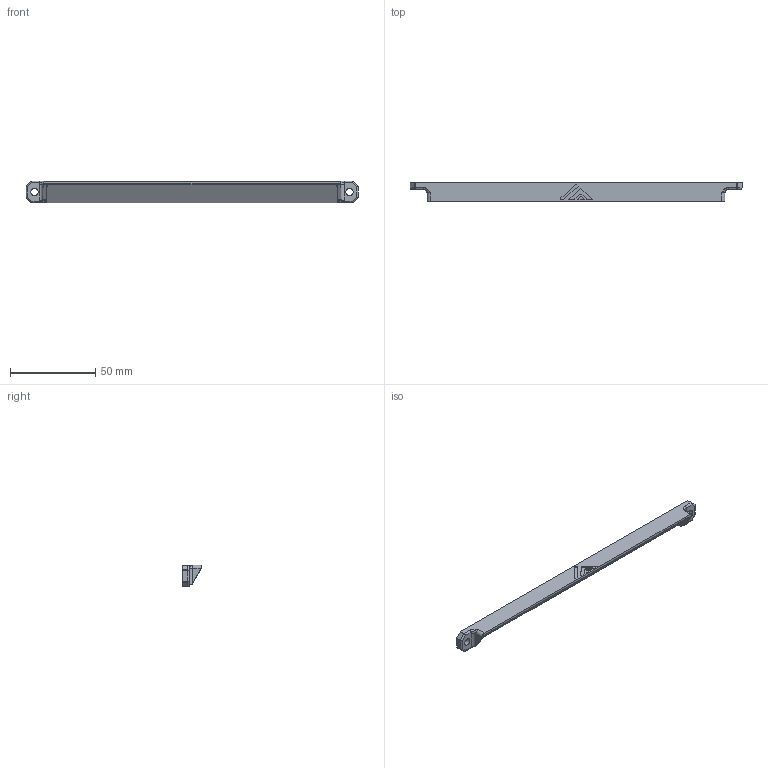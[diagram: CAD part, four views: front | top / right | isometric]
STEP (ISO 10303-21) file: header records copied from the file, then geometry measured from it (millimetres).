
FILE_DESCRIPTION(/* description */ (''),/* implementation_level */ '2;1');
FILE_NAME(/* name */ 'Led mount.step',/* time_stamp */ '2022-10-09T16:58:57-04:00',/* author */ (''),/* organization */ (''),/* preprocessor_version */ 'ST-DEVELOPER v19',/* originating_system */ 'Autodesk Translation Framework v11.7.0.108',/* authorisation */ '');
FILE_SCHEMA (('AUTOMOTIVE_DESIGN { 1 0 10303 214 3 1 1 }'));
Length unit declared in the file: millimetre
Products named in the file (1): Led mount 2
Bounding box: 195 x 11 x 12.76 mm (x, y, z)
Volume: 12221.8 mm3; surface area: 8395.6 mm2
Topology: 1 solids, 1 shells, 99 faces, 250 edges, 146 vertices
Faces by surface type: cylinder 43, plane 40, bspline 12, torus 4
Full cylindrical faces by diameter (mm): 4.3 x2
Entity records: 3273 total; most frequent: CARTESIAN_POINT 912, DIRECTION 492, ORIENTED_EDGE 480, EDGE_CURVE 240, AXIS2_PLACEMENT_3D 176, VERTEX_POINT 146, LINE 140, VECTOR 140
